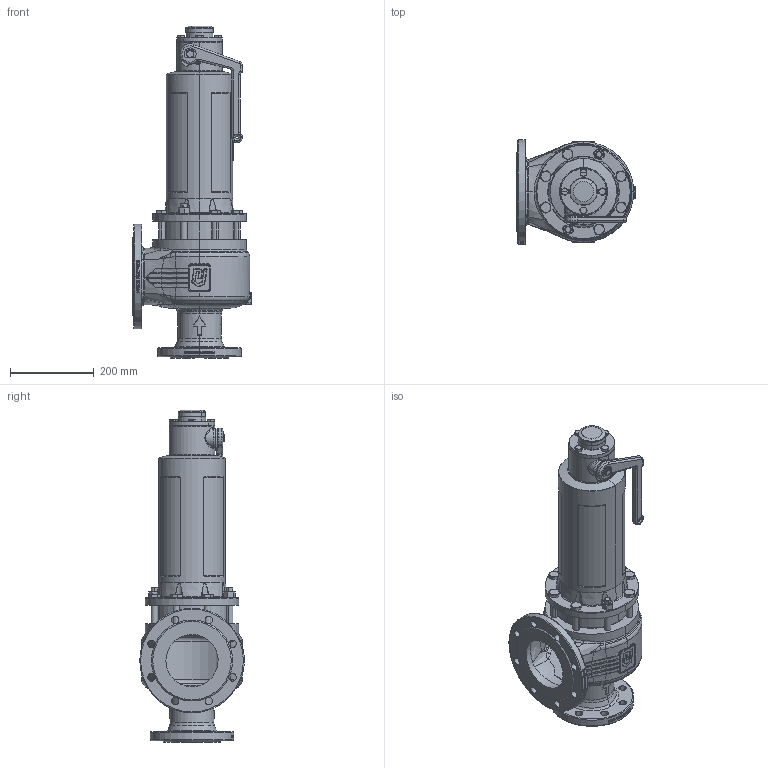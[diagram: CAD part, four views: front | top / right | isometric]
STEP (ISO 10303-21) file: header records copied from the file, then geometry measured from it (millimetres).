
FILE_DESCRIPTION(('HOOPS Exchange Step'),'2;1');
FILE_NAME('SF0412_DN80_DN80-125.stp','2025-06-26T08:42:12+02:00',('nieru'),('Unknown organisation'),'HOOPS Exchange 2024.2','HOOPS Exchange','Unknown authorisation');
FILE_SCHEMA( ('AP203_CONFIGURATION_CONTROLLED_3D_DESIGN_OF_MECHANICAL_PARTS_AND_ASSEMBLIES_MIM_LF') );
Length unit declared in the file: millimetre
Products named in the file (2): 0; root
Assembly tree (1 placements, depth 2):
  root
    0
Bounding box: 284 x 250 x 794.9 mm (x, y, z)
Volume: 5457160.2 mm3; surface area: 1315756 mm2
Topology: 25 solids, 266 shells, 2404 faces, 6487 edges, 4405 vertices
Faces by surface type: bspline 785, plane 577, cylinder 496, cone 279, torus 145, extrusion 100, sphere 22
Full cylindrical faces by diameter (mm): 63 x1, 65 x1
Entity records: 193259 total; most frequent: CARTESIAN_POINT 141251, ORIENTED_EDGE 11675, DIRECTION 7859, EDGE_CURVE 6391, VERTEX_POINT 4405, B_SPLINE_CURVE_WITH_KNOTS 3142, AXIS2_PLACEMENT_3D 3078, EDGE_LOOP 2642
